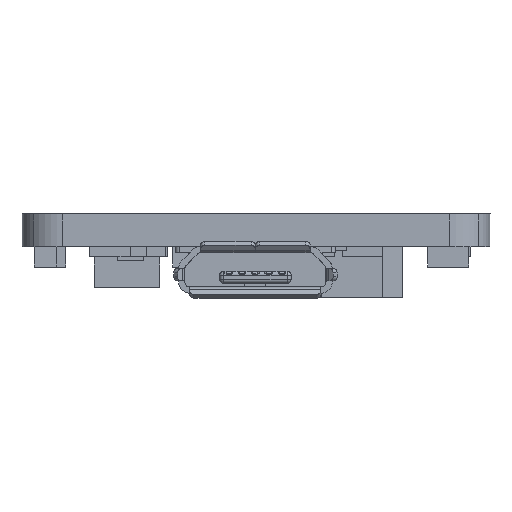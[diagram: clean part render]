
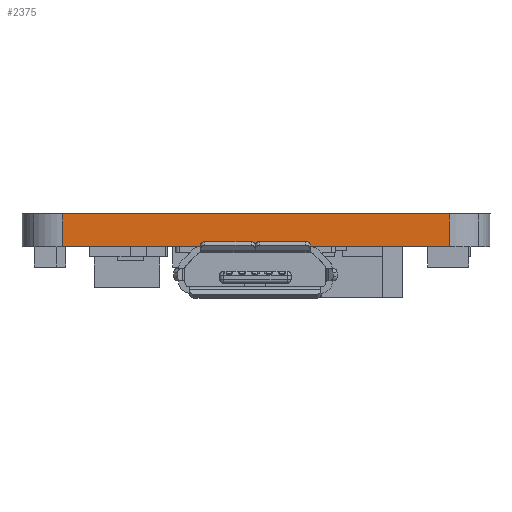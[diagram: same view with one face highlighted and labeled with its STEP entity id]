
A CAD part, left-side view. The second image highlights one B-rep face of the part: STEP entity #2375.
In plain terms, the highlighted planar face has unit normal (-1, 0, 0).
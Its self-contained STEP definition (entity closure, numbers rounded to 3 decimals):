
#89=DIRECTION('Vector Direction',(0.,0.,1.));
#90=VECTOR('Line Direction',#89,1.);
#210=CARTESIAN_POINT('Vertex',(0.,-20.86,-1.6));
#211=VERTEX_POINT('',#210);
#213=CARTESIAN_POINT('Line Origine',(0.,-11.43,-1.6));
#214=DIRECTION('Vector Direction',(0.,1.,0.));
#215=VECTOR('Line Direction',#214,1.);
#216=LINE('Line',#213,#215);
#217=CARTESIAN_POINT('Vertex',(0.,-2.,-1.6));
#218=VERTEX_POINT('',#217);
#219=EDGE_CURVE('',#211,#218,#216,.T.);
#906=CARTESIAN_POINT('Line Origine',(0.,-11.43,0.));
#907=LINE('Line',#906,#215);
#908=CARTESIAN_POINT('Vertex',(0.,-2.,0.));
#909=VERTEX_POINT('',#908);
#910=CARTESIAN_POINT('Vertex',(0.,-20.86,0.));
#911=VERTEX_POINT('',#910);
#912=EDGE_CURVE('',#909,#911,#907,.F.);
#2252=DIRECTION('Vector Direction',(0.,0.,-1.));
#2253=VECTOR('Line Direction',#2252,1.);
#2351=CARTESIAN_POINT('Line Origine',(0.,-20.86,0.));
#2352=LINE('Line',#2351,#2253);
#2353=EDGE_CURVE('',#911,#211,#2352,.T.);
#2361=CARTESIAN_POINT('Axis2P3D Location',(0.,-22.86,0.));
#2362=DIRECTION('Axis2P3D Direction',(-1.,0.,0.));
#2363=DIRECTION('Axis2P3D XDirection',(0.,1.,0.));
#2364=AXIS2_PLACEMENT_3D('Plane Axis2P3D',#2361,#2362,#2363);
#2365=PLANE('',#2364);
#2366=CARTESIAN_POINT('Line Origine',(0.,-2.,-0.8));
#2367=LINE('Line',#2366,#90);
#2368=EDGE_CURVE('',#218,#909,#2367,.T.);
#2369=EDGE_LOOP('',(#2370,#2371,#2372,#2373));
#2370=ORIENTED_EDGE('',*,*,#912,.F.);
#2371=ORIENTED_EDGE('',*,*,#2368,.F.);
#2372=ORIENTED_EDGE('',*,*,#219,.F.);
#2373=ORIENTED_EDGE('',*,*,#2353,.F.);
#2374=FACE_OUTER_BOUND('',#2369,.T.);
#2375=ADVANCED_FACE('Body1',(#2374),#2365,.T.);
